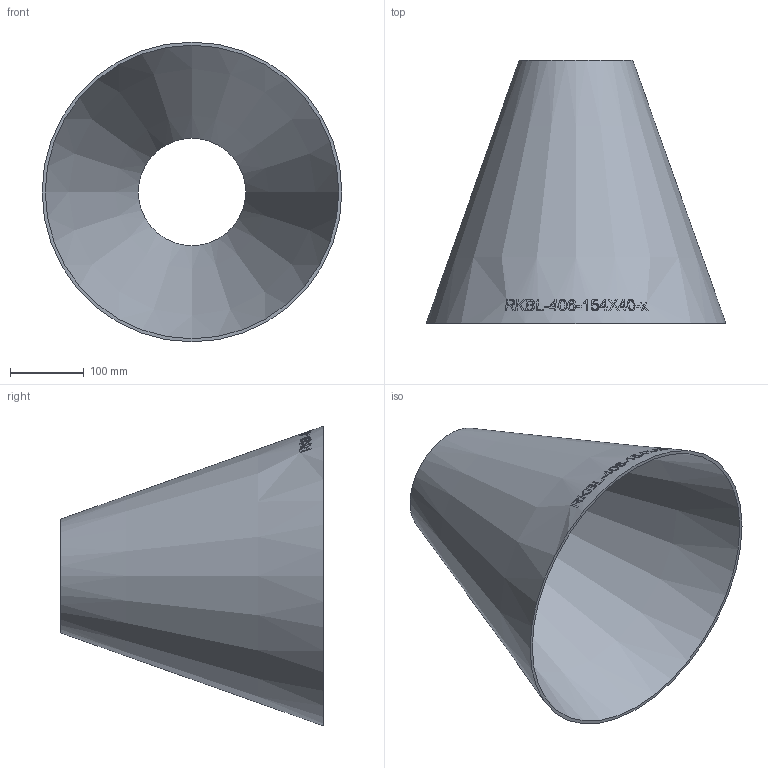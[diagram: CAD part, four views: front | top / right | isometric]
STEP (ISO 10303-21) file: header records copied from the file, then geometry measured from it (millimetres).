
FILE_DESCRIPTION (( 'STEP AP214' ), '1' );
FILE_NAME ('RKBL-406-154X40-x Reduzierung aus Blech 2006.STEP', '2020-06-18T08:48:27', ( '' ), ( '' ), 'SwSTEP 2.0', 'SolidWorks 2019', '' );
FILE_SCHEMA (( 'AUTOMOTIVE_DESIGN' ));
Length unit declared in the file: millimetre
Products named in the file (1): RKBL-406-154X40-x Reduzierung aus Blech 2006
Bounding box: 406 x 356 x 406 mm (x, y, z)
Volume: 1307056.5 mm3; surface area: 661672.3 mm2
Topology: 1 solids, 1 shells, 230 faces, 606 edges, 404 vertices
Faces by surface type: bspline 200, cone 28, plane 2
Entity records: 32151 total; most frequent: CARTESIAN_POINT 25821, ORIENTED_EDGE 1208, EDGE_CURVE 604, B_SPLINE_CURVE_WITH_KNOTS 600, VERTEX_POINT 404, EDGE_LOOP 260, ADVANCED_FACE 230, FACE_OUTER_BOUND 230
